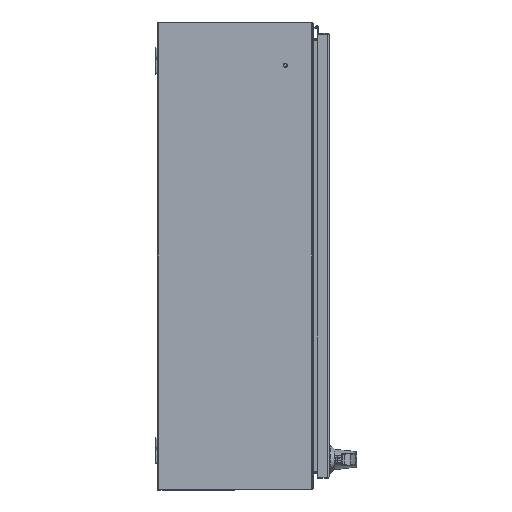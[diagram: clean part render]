
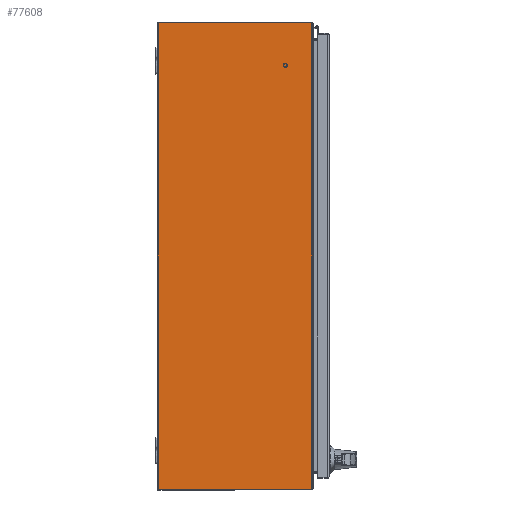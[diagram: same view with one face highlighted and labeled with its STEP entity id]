
A CAD part, front view. The second image highlights one B-rep face of the part: STEP entity #77608.
In plain terms, the highlighted face is planar.
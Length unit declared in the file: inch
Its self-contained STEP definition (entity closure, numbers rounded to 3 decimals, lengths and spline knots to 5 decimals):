
#10329 = VECTOR ( 'NONE', #55931, 39.37008 ) ;
#12168 = CARTESIAN_POINT ( 'NONE',  ( 17.928, -11.892, -18. ) ) ;
#17519 = EDGE_CURVE ( 'NONE', #54298, #58449, #81351, .T. ) ;
#20171 = DIRECTION ( 'NONE',  ( 0., -1., 0. ) ) ;
#20829 = ORIENTED_EDGE ( 'NONE', *, *, #107296, .T. ) ;
#21097 = DIRECTION ( 'NONE',  ( 0., 1., 0. ) ) ;
#23070 = DIRECTION ( 'NONE',  ( -1., 0., 0. ) ) ;
#24596 = VERTEX_POINT ( 'NONE', #81575 ) ;
#33547 = LINE ( 'NONE', #12168, #10329 ) ;
#34588 = VECTOR ( 'NONE', #21097, 39.37008 ) ;
#34943 = EDGE_CURVE ( 'NONE', #96500, #24596, #33547, .T. ) ;
#40502 = CARTESIAN_POINT ( 'NONE',  ( 17.928, -0.108, -18. ) ) ;
#42618 = CARTESIAN_POINT ( 'NONE',  ( 17.928, -12., -18. ) ) ;
#45350 = CARTESIAN_POINT ( 'NONE',  ( -17.928, -11.892, -18. ) ) ;
#45393 = ORIENTED_EDGE ( 'NONE', *, *, #34943, .F. ) ;
#51703 = ORIENTED_EDGE ( 'NONE', *, *, #81493, .T. ) ;
#52669 = VECTOR ( 'NONE', #20171, 39.37008 ) ;
#54298 = VERTEX_POINT ( 'NONE', #40502 ) ;
#55931 = DIRECTION ( 'NONE',  ( 1., 0., 0. ) ) ;
#58449 = VERTEX_POINT ( 'NONE', #97960 ) ;
#59363 = FACE_OUTER_BOUND ( 'NONE', #104727, .T. ) ;
#59434 = DIRECTION ( 'NONE',  ( 1., 0., 0. ) ) ;
#62217 = LINE ( 'NONE', #81765, #52669 ) ;
#63335 = CARTESIAN_POINT ( 'NONE',  ( -17.928, 0., -18. ) ) ;
#67518 = CARTESIAN_POINT ( 'NONE',  ( 17.928, -0.108, -18. ) ) ;
#74331 = AXIS2_PLACEMENT_3D ( 'NONE', #42618, #76908, #59434 ) ;
#76908 = DIRECTION ( 'NONE',  ( 0., 0., 1. ) ) ;
#77608 = ADVANCED_FACE ( 'NONE', ( #59363 ), #94786, .F. ) ;
#81351 = LINE ( 'NONE', #67518, #108508 ) ;
#81493 = EDGE_CURVE ( 'NONE', #54298, #24596, #62217, .T. ) ;
#81575 = CARTESIAN_POINT ( 'NONE',  ( 17.928, -11.892, -18. ) ) ;
#81765 = CARTESIAN_POINT ( 'NONE',  ( 17.928, -0.072, -18. ) ) ;
#82171 = LINE ( 'NONE', #63335, #34588 ) ;
#94786 = PLANE ( 'NONE',  #74331 ) ;
#96500 = VERTEX_POINT ( 'NONE', #45350 ) ;
#97960 = CARTESIAN_POINT ( 'NONE',  ( -17.928, -0.108, -18. ) ) ;
#104727 = EDGE_LOOP ( 'NONE', ( #107627, #51703, #45393, #20829 ) ) ;
#107296 = EDGE_CURVE ( 'NONE', #96500, #58449, #82171, .T. ) ;
#107627 = ORIENTED_EDGE ( 'NONE', *, *, #17519, .F. ) ;
#108508 = VECTOR ( 'NONE', #23070, 39.37008 ) ;
